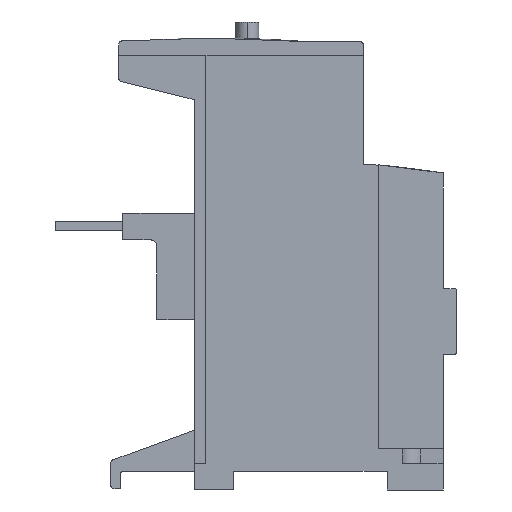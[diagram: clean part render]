
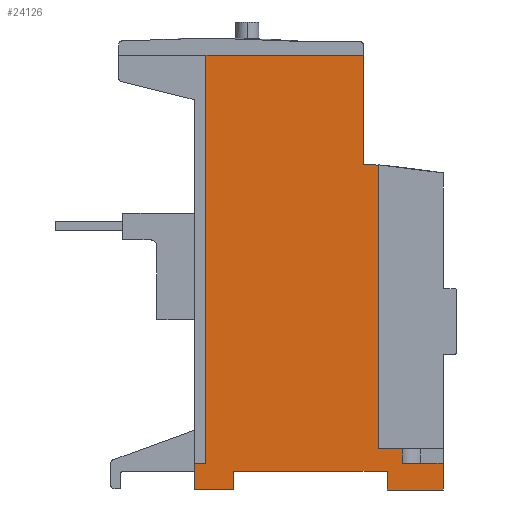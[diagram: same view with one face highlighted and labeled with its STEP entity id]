
A CAD part, left-side view. The second image highlights one B-rep face of the part: STEP entity #24126.
In plain terms, the highlighted planar face has unit normal (-1, 0, 0).
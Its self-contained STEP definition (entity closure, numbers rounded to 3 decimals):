
#4825 = CARTESIAN_POINT ( 'NONE',  ( 65.94, 20.154, -74.4 ) ) ;
#4827 = DIRECTION ( 'NONE',  ( 0., 0., 1. ) ) ;
#4828 = VECTOR ( 'NONE', #4827, 1000. ) ;
#4829 = CARTESIAN_POINT ( 'NONE',  ( 65.94, 20.154, -74.4 ) ) ;
#4830 = LINE ( 'NONE', #4829, #4828 ) ;
#4835 = CARTESIAN_POINT ( 'NONE',  ( 65.94, 20.154, 33.35 ) ) ;
#4865 = FACE_OUTER_BOUND ( 'NONE', #24127, .T. ) ;
#4880 = CARTESIAN_POINT ( 'NONE',  ( 65.94, 23.154, -74.4 ) ) ;
#4881 = DIRECTION ( 'NONE',  ( 0., -1., 0. ) ) ;
#4882 = VECTOR ( 'NONE', #4881, 1000. ) ;
#4883 = CARTESIAN_POINT ( 'NONE',  ( 65.94, 23.154, -74.4 ) ) ;
#4884 = LINE ( 'NONE', #4883, #4882 ) ;
#4892 = CARTESIAN_POINT ( 'NONE',  ( 65.94, -31.646, -70.5 ) ) ;
#4893 = CARTESIAN_POINT ( 'NONE',  ( 65.94, -25.346, -70.5 ) ) ;
#4894 = DIRECTION ( 'NONE',  ( 0., -1., 0. ) ) ;
#4895 = VECTOR ( 'NONE', #4894, 1000. ) ;
#4896 = CARTESIAN_POINT ( 'NONE',  ( 65.94, -42.446, -70.5 ) ) ;
#4897 = LINE ( 'NONE', #4896, #4895 ) ;
#4898 = DIRECTION ( 'NONE',  ( 0., 0., -1. ) ) ;
#4899 = DIRECTION ( 'NONE',  ( 1., 0., 0. ) ) ;
#4900 = CARTESIAN_POINT ( 'NONE',  ( 65.94, 20.154, 33.35 ) ) ;
#4901 = AXIS2_PLACEMENT_3D ( 'NONE', #4900, #4899, #4898 ) ;
#4902 = PLANE ( 'NONE',  #4901 ) ;
#4936 = CARTESIAN_POINT ( 'NONE',  ( 65.94, 23.154, -81.4 ) ) ;
#4957 = DIRECTION ( 'NONE',  ( 0., 0., 1. ) ) ;
#4958 = VECTOR ( 'NONE', #4957, 1000. ) ;
#4959 = CARTESIAN_POINT ( 'NONE',  ( 65.94, 23.154, -74.4 ) ) ;
#4960 = LINE ( 'NONE', #4959, #4958 ) ;
#4975 = CARTESIAN_POINT ( 'NONE',  ( 65.94, -27.646, -76.4 ) ) ;
#4976 = DIRECTION ( 'NONE',  ( 0., 1., 0. ) ) ;
#4977 = VECTOR ( 'NONE', #4976, 1000. ) ;
#4978 = CARTESIAN_POINT ( 'NONE',  ( 65.94, 12.854, -76.4 ) ) ;
#4979 = LINE ( 'NONE', #4978, #4977 ) ;
#4985 = CARTESIAN_POINT ( 'NONE',  ( 65.94, 12.854, -76.4 ) ) ;
#4986 = DIRECTION ( 'NONE',  ( 0., 0., -1. ) ) ;
#4987 = VECTOR ( 'NONE', #4986, 1000. ) ;
#4988 = CARTESIAN_POINT ( 'NONE',  ( 65.94, 12.854, -81.4 ) ) ;
#4989 = LINE ( 'NONE', #4988, #4987 ) ;
#4995 = CARTESIAN_POINT ( 'NONE',  ( 65.94, 12.854, -81.4 ) ) ;
#4996 = DIRECTION ( 'NONE',  ( 0., 1., 0. ) ) ;
#4997 = VECTOR ( 'NONE', #4996, 1000. ) ;
#4998 = CARTESIAN_POINT ( 'NONE',  ( 65.94, 23.154, -81.4 ) ) ;
#4999 = LINE ( 'NONE', #4998, #4997 ) ;
#5003 = CARTESIAN_POINT ( 'NONE',  ( 65.94, -25.346, 4.35 ) ) ;
#5004 = DIRECTION ( 'NONE',  ( 0., 0., -1. ) ) ;
#5005 = VECTOR ( 'NONE', #5004, 1000. ) ;
#5006 = CARTESIAN_POINT ( 'NONE',  ( 65.94, -25.346, -39.5 ) ) ;
#5007 = LINE ( 'NONE', #5006, #5005 ) ;
#5046 = DIRECTION ( 'NONE',  ( 0., -0.997, -0.075 ) ) ;
#5047 = VECTOR ( 'NONE', #5046, 1000. ) ;
#5048 = CARTESIAN_POINT ( 'NONE',  ( 65.94, -25.346, 4.35 ) ) ;
#5049 = LINE ( 'NONE', #5048, #5047 ) ;
#5074 = DIRECTION ( 'NONE',  ( 0., -1., 0. ) ) ;
#5075 = VECTOR ( 'NONE', #5074, 1000. ) ;
#5076 = CARTESIAN_POINT ( 'NONE',  ( 65.94, 20.154, 33.35 ) ) ;
#5077 = LINE ( 'NONE', #5076, #5075 ) ;
#5108 = DIRECTION ( 'NONE',  ( 0., -1., 0. ) ) ;
#5109 = VECTOR ( 'NONE', #5108, 1000. ) ;
#5110 = CARTESIAN_POINT ( 'NONE',  ( 65.94, -31.646, -74.4 ) ) ;
#5111 = LINE ( 'NONE', #5110, #5109 ) ;
#5117 = CARTESIAN_POINT ( 'NONE',  ( 65.94, -42.446, -74.4 ) ) ;
#5118 = DIRECTION ( 'NONE',  ( 0., 0., -1. ) ) ;
#5119 = VECTOR ( 'NONE', #5118, 1000. ) ;
#5120 = CARTESIAN_POINT ( 'NONE',  ( 65.94, -42.446, -81.4 ) ) ;
#5121 = LINE ( 'NONE', #5120, #5119 ) ;
#5127 = CARTESIAN_POINT ( 'NONE',  ( 65.94, -42.446, -81.4 ) ) ;
#5128 = DIRECTION ( 'NONE',  ( 0., 1., 0. ) ) ;
#5129 = VECTOR ( 'NONE', #5128, 1000. ) ;
#5130 = CARTESIAN_POINT ( 'NONE',  ( 65.94, -27.646, -81.4 ) ) ;
#5131 = LINE ( 'NONE', #5130, #5129 ) ;
#5132 = CARTESIAN_POINT ( 'NONE',  ( 65.94, -27.646, -81.4 ) ) ;
#5133 = DIRECTION ( 'NONE',  ( 0., 0., 1. ) ) ;
#5134 = VECTOR ( 'NONE', #5133, 1000. ) ;
#5135 = CARTESIAN_POINT ( 'NONE',  ( 65.94, -27.646, -81.4 ) ) ;
#5136 = LINE ( 'NONE', #5135, #5134 ) ;
#5139 = CARTESIAN_POINT ( 'NONE',  ( 65.94, -31.646, -74.4 ) ) ;
#5140 = LINE ( 'NONE', #5139, #5200 ) ;
#5167 = CARTESIAN_POINT ( 'NONE',  ( 65.94, -31.646, -74.4 ) ) ;
#5199 = DIRECTION ( 'NONE',  ( 0., 0., 1. ) ) ;
#5200 = VECTOR ( 'NONE', #5199, 1000. ) ;
#7784 = DIRECTION ( 'NONE',  ( 0., 0., -1. ) ) ;
#7785 = VECTOR ( 'NONE', #7784, 1000. ) ;
#7786 = CARTESIAN_POINT ( 'NONE',  ( 65.94, -21.346, 33.35 ) ) ;
#7787 = LINE ( 'NONE', #7786, #7785 ) ;
#7788 = CARTESIAN_POINT ( 'NONE',  ( 65.94, -21.346, 33.35 ) ) ;
#7810 = CARTESIAN_POINT ( 'NONE',  ( 65.94, -21.346, 4.65 ) ) ;
#21761 = VERTEX_POINT ( 'NONE', #7788 ) ;
#21762 = EDGE_CURVE ( 'NONE', #21761, #21778, #7787, .T. ) ;
#21778 = VERTEX_POINT ( 'NONE', #7810 ) ;
#24104 = VERTEX_POINT ( 'NONE', #4835 ) ;
#24106 = ORIENTED_EDGE ( 'NONE', *, *, #24108, .F. ) ;
#24108 = EDGE_CURVE ( 'NONE', #24110, #24104, #4830, .T. ) ;
#24110 = VERTEX_POINT ( 'NONE', #4825 ) ;
#24112 = ORIENTED_EDGE ( 'NONE', *, *, #24114, .F. ) ;
#24114 = EDGE_CURVE ( 'NONE', #24115, #24110, #4884, .T. ) ;
#24115 = VERTEX_POINT ( 'NONE', #4880 ) ;
#24126 = ADVANCED_FACE ( 'NONE', ( #4865 ), #4902, .F. ) ;
#24127 = EDGE_LOOP ( 'NONE', ( #24128, #24174, #24181, #24185, #24188, #24106, #24112, #24150, #24154, #24159, #24165, #24171, #24205, #24210, #24216, #24222 ) ) ;
#24128 = ORIENTED_EDGE ( 'NONE', *, *, #24129, .F. ) ;
#24129 = EDGE_CURVE ( 'NONE', #24130, #24131, #4897, .T. ) ;
#24130 = VERTEX_POINT ( 'NONE', #4893 ) ;
#24131 = VERTEX_POINT ( 'NONE', #4892 ) ;
#24150 = ORIENTED_EDGE ( 'NONE', *, *, #24151, .F. ) ;
#24151 = EDGE_CURVE ( 'NONE', #24153, #24115, #4960, .T. ) ;
#24153 = VERTEX_POINT ( 'NONE', #4936 ) ;
#24154 = ORIENTED_EDGE ( 'NONE', *, *, #24156, .F. ) ;
#24156 = EDGE_CURVE ( 'NONE', #24157, #24153, #4999, .T. ) ;
#24157 = VERTEX_POINT ( 'NONE', #4995 ) ;
#24159 = ORIENTED_EDGE ( 'NONE', *, *, #24162, .F. ) ;
#24162 = EDGE_CURVE ( 'NONE', #24163, #24157, #4989, .T. ) ;
#24163 = VERTEX_POINT ( 'NONE', #4985 ) ;
#24165 = ORIENTED_EDGE ( 'NONE', *, *, #24168, .F. ) ;
#24168 = EDGE_CURVE ( 'NONE', #24169, #24163, #4979, .T. ) ;
#24169 = VERTEX_POINT ( 'NONE', #4975 ) ;
#24171 = ORIENTED_EDGE ( 'NONE', *, *, #24202, .F. ) ;
#24174 = ORIENTED_EDGE ( 'NONE', *, *, #24176, .F. ) ;
#24176 = EDGE_CURVE ( 'NONE', #24178, #24130, #5007, .T. ) ;
#24178 = VERTEX_POINT ( 'NONE', #5003 ) ;
#24181 = ORIENTED_EDGE ( 'NONE', *, *, #24182, .F. ) ;
#24182 = EDGE_CURVE ( 'NONE', #21778, #24178, #5049, .T. ) ;
#24185 = ORIENTED_EDGE ( 'NONE', *, *, #21762, .F. ) ;
#24188 = ORIENTED_EDGE ( 'NONE', *, *, #24189, .F. ) ;
#24189 = EDGE_CURVE ( 'NONE', #24104, #21761, #5077, .T. ) ;
#24202 = EDGE_CURVE ( 'NONE', #24203, #24169, #5136, .T. ) ;
#24203 = VERTEX_POINT ( 'NONE', #5132 ) ;
#24205 = ORIENTED_EDGE ( 'NONE', *, *, #24206, .F. ) ;
#24206 = EDGE_CURVE ( 'NONE', #24207, #24203, #5131, .T. ) ;
#24207 = VERTEX_POINT ( 'NONE', #5127 ) ;
#24210 = ORIENTED_EDGE ( 'NONE', *, *, #24212, .F. ) ;
#24212 = EDGE_CURVE ( 'NONE', #24213, #24207, #5121, .T. ) ;
#24213 = VERTEX_POINT ( 'NONE', #5117 ) ;
#24216 = ORIENTED_EDGE ( 'NONE', *, *, #24218, .F. ) ;
#24218 = EDGE_CURVE ( 'NONE', #24219, #24213, #5111, .T. ) ;
#24219 = VERTEX_POINT ( 'NONE', #5167 ) ;
#24222 = ORIENTED_EDGE ( 'NONE', *, *, #24224, .T. ) ;
#24224 = EDGE_CURVE ( 'NONE', #24219, #24131, #5140, .T. ) ;
